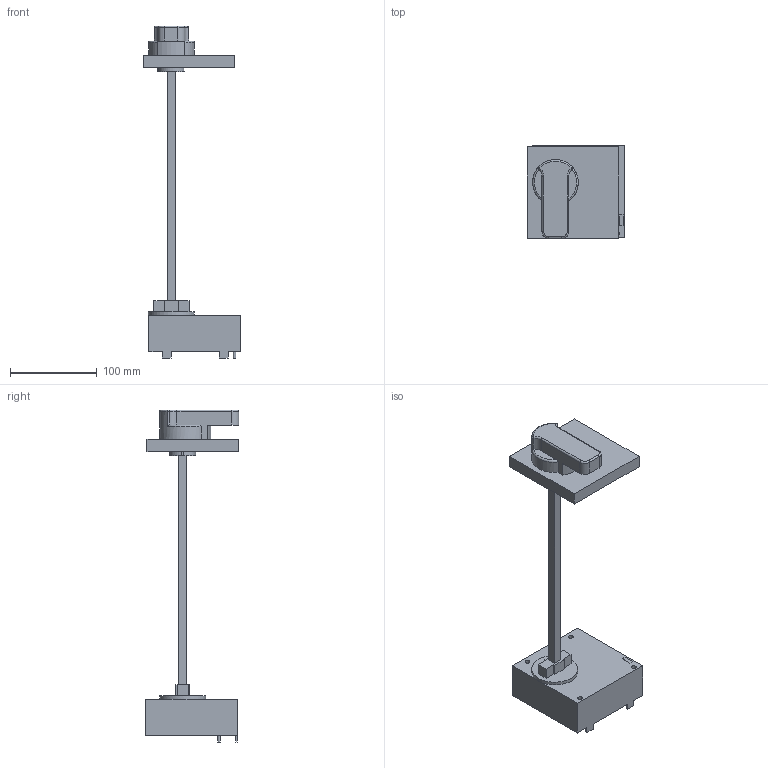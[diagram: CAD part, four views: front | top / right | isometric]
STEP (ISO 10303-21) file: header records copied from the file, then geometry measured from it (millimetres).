
FILE_DESCRIPTION (( 'STEP AP214' ), '1' );
FILE_NAME ('ÏÐÏ35.STEP', '2018-06-13T08:46:40', ( 'AutoBVT' ), ( 'Microsoft' ), 'SwSTEP 2.0', 'SolidWorks 2014', '' );
FILE_SCHEMA (( 'AUTOMOTIVE_DESIGN' ));
Length unit declared in the file: millimetre
Products named in the file (2): ﾏﾐﾏ35
Bounding box: 112.65 x 107.65 x 382.3 mm (x, y, z)
Volume: 765202.3 mm3; surface area: 96284.7 mm2
Topology: 3 solids, 3 shells, 103 faces, 242 edges, 155 vertices
Faces by surface type: plane 71, cylinder 23, torus 7, sphere 2
Full cylindrical faces by diameter (mm): 3 x1, 3.2 x4, 5.4 x4, 10 x1, 53 x1
Entity records: 4151 total; most frequent: CARTESIAN_POINT 575, DIRECTION 495, ORIENTED_EDGE 460, EDGE_CURVE 230, AXIS2_PLACEMENT_3D 166, LINE 163, VECTOR 163, VERTEX_POINT 154
